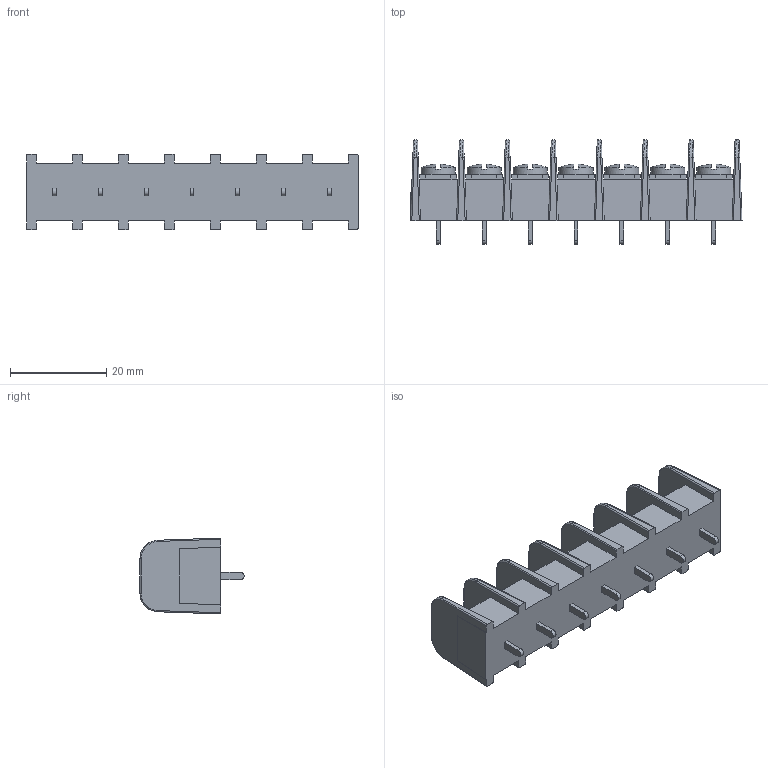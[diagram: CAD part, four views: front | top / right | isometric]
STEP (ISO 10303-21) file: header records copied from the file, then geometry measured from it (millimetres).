
FILE_DESCRIPTION((''),'2;1');
FILE_NAME('387207507','2015-03-18T',('me'),(''),'PRO/ENGINEER BY PARAMETRIC TECHNOLOGY CORPORATION, 2011490','PRO/ENGINEER BY PARAMETRIC TECHNOLOGY CORPORATION, 2011490','');
FILE_SCHEMA(('CONFIG_CONTROL_DESIGN'));
Length unit declared in the file: inch
Products named in the file (1): 387207507
Bounding box: 68.83 x 21.59 x 15.75 mm (x, y, z)
Volume: 9368.5 mm3; surface area: 6131.4 mm2
Topology: 1 solids, 1 shells, 337 faces, 899 edges, 592 vertices
Faces by surface type: plane 206, cylinder 85, bspline 32, sphere 14
Entity records: 12121 total; most frequent: CARTESIAN_POINT 3885, ORIENTED_EDGE 1756, DIRECTION 1577, EDGE_CURVE 878, VECTOR 641, LINE 641, VERTEX_POINT 564, AXIS2_PLACEMENT_3D 468
